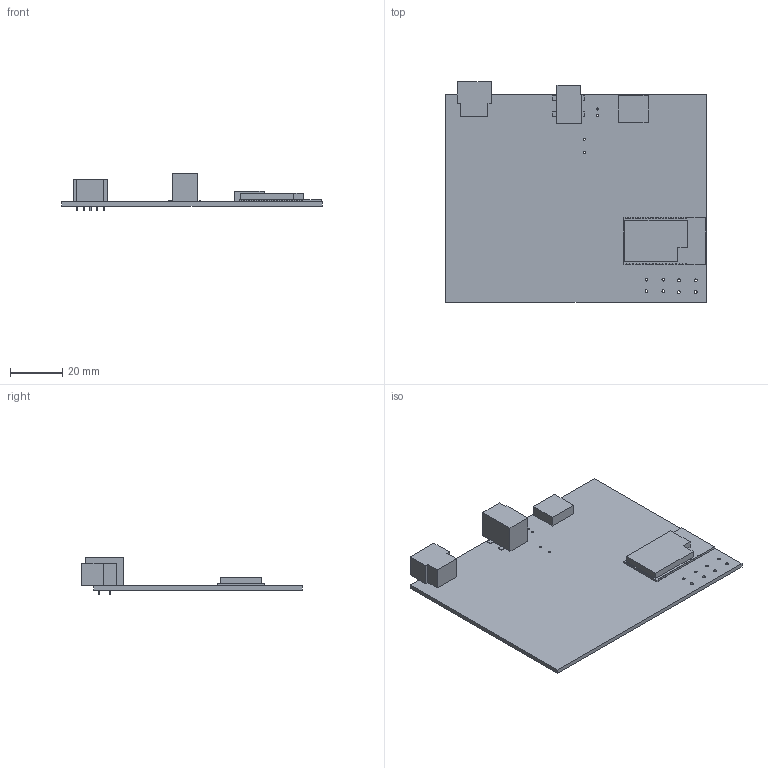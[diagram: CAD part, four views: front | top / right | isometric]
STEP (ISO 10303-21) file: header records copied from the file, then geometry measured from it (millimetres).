
FILE_DESCRIPTION(('KiCad electronic assembly'),'2;1');
FILE_NAME('ample.step','2023-06-21T17:48:39',('Pcbnew'),('Kicad'), 'Open CASCADE STEP processor 7.7','KiCad to STEP converter','Unknown' );
FILE_SCHEMA(('AUTOMOTIVE_DESIGN { 1 0 10303 214 1 1 1 1 }'));
Length unit declared in the file: millimetre
Products named in the file (10): ample 1; ESP32_WROVER; SOLID; L_Sumida_104CDMCCDS; TOSLINK_TORX1350A(F)_Horizontal; DCJ200-05-A; ample PCB
Assembly tree (9 placements, depth 3):
  ample 1
    ESP32_WROVER
      SOLID
    L_Sumida_104CDMCCDS
      SOLID
    TOSLINK_TORX1350A(F)_Horizontal
      SOLID
    DCJ200-05-A
      SOLID
    ample PCB
Bounding box: 100 x 84.75 x 14.5 mm (x, y, z)
Volume: 17165 mm3; surface area: 20407.2 mm2
Topology: 5 solids, 5 shells, 193 faces, 511 edges, 338 vertices
Faces by surface type: plane 132, cylinder 61
Full cylindrical faces by diameter (mm): 0.8 x7, 1.1 x10, 1.4 x1, 1.6 x2, 1.8 x1, 2 x1, 6.6 x1
Entity records: 13034 total; most frequent: CARTESIAN_POINT 2326, DIRECTION 2019, LINE 1289, VECTOR 1289, ORIENTED_EDGE 1022, PCURVE 1022, DEFINITIONAL_REPRESENTATION 1022, EDGE_CURVE 511
